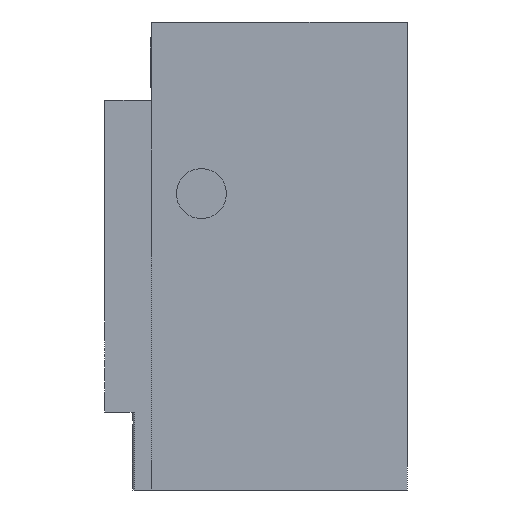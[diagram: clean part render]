
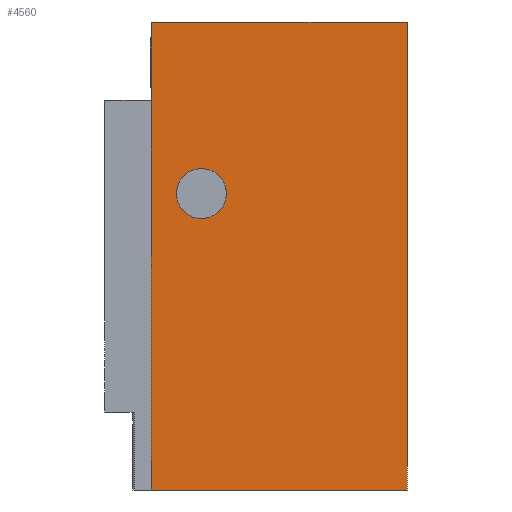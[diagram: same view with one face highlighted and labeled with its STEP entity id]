
A CAD part, left-side view. The second image highlights one B-rep face of the part: STEP entity #4560.
In plain terms, the highlighted planar face has unit normal (-1, 0, 0).
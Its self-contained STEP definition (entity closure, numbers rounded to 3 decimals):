
#754 = EDGE_CURVE ( 'NONE', #5181, #5016, #3925, .T. ) ;
#1443 = CARTESIAN_POINT ( 'NONE',  ( -56., 22., -37.5 ) ) ;
#1444 = DIRECTION ( 'NONE',  ( 0., -1., 0. ) ) ;
#1445 = CARTESIAN_POINT ( 'NONE',  ( -56., 22., 37.5 ) ) ;
#1446 = DIRECTION ( 'NONE',  ( 0., -1., 0. ) ) ;
#1447 = CARTESIAN_POINT ( 'NONE',  ( -56., 14., 10. ) ) ;
#1448 = DIRECTION ( 'NONE',  ( -1., 0., 0. ) ) ;
#1449 = DIRECTION ( 'NONE',  ( 0., 0., 1. ) ) ;
#1577 = CARTESIAN_POINT ( 'NONE',  ( -56., 22., -37.5 ) ) ;
#1578 = DIRECTION ( 'NONE',  ( 0., 0., 1. ) ) ;
#1600 = CARTESIAN_POINT ( 'NONE',  ( -56., -19., -37.5 ) ) ;
#1601 = DIRECTION ( 'NONE',  ( 0., 0., 1. ) ) ;
#1658 = LINE ( 'NONE', #1577, #1659 ) ;
#1659 = VECTOR ( 'NONE', #1578, 1000. ) ;
#1679 = LINE ( 'NONE', #1600, #1680 ) ;
#1680 = VECTOR ( 'NONE', #1601, 1000. ) ;
#2169 = FACE_BOUND ( 'NONE', #10529, .T. ) ;
#2170 = FACE_OUTER_BOUND ( 'NONE', #10530, .T. ) ;
#2302 = EDGE_CURVE ( 'NONE', #5059, #5027, #4422, .T. ) ;
#2303 = EDGE_CURVE ( 'NONE', #5157, #5151, #4424, .T. ) ;
#2304 = EDGE_CURVE ( 'NONE', #5016, #5181, #4427, .T. ) ;
#2362 = EDGE_CURVE ( 'NONE', #5059, #5157, #1658, .T. ) ;
#2373 = EDGE_CURVE ( 'NONE', #5027, #5151, #1679, .T. ) ;
#2678 = AXIS2_PLACEMENT_3D ( 'NONE', #5386, #5387, #5388 ) ;
#2740 = AXIS2_PLACEMENT_3D ( 'NONE', #1447, #1448, #1449 ) ;
#3014 = ORIENTED_EDGE ( 'NONE', *, *, #2304, .F. ) ;
#3015 = ORIENTED_EDGE ( 'NONE', *, *, #754, .F. ) ;
#3016 = ORIENTED_EDGE ( 'NONE', *, *, #2373, .T. ) ;
#3017 = ORIENTED_EDGE ( 'NONE', *, *, #2303, .F. ) ;
#3018 = ORIENTED_EDGE ( 'NONE', *, *, #2362, .F. ) ;
#3019 = ORIENTED_EDGE ( 'NONE', *, *, #2302, .T. ) ;
#3925 = CIRCLE ( 'NONE', #2678, 4. ) ;
#4422 = LINE ( 'NONE', #1443, #4423 ) ;
#4423 = VECTOR ( 'NONE', #1444, 1000. ) ;
#4424 = LINE ( 'NONE', #1445, #4425 ) ;
#4425 = VECTOR ( 'NONE', #1446, 1000. ) ;
#4427 = CIRCLE ( 'NONE', #2740, 4. ) ;
#4560 = ADVANCED_FACE ( 'NONE', ( #2169, #2170 ), #6089, .T. ) ;
#5016 = VERTEX_POINT ( 'NONE', #7577 ) ;
#5027 = VERTEX_POINT ( 'NONE', #7588 ) ;
#5059 = VERTEX_POINT ( 'NONE', #7620 ) ;
#5151 = VERTEX_POINT ( 'NONE', #7749 ) ;
#5157 = VERTEX_POINT ( 'NONE', #7759 ) ;
#5181 = VERTEX_POINT ( 'NONE', #7798 ) ;
#5386 = CARTESIAN_POINT ( 'NONE',  ( -56., 14., 10. ) ) ;
#5387 = DIRECTION ( 'NONE',  ( -1., 0., 0. ) ) ;
#5388 = DIRECTION ( 'NONE',  ( 0., 0., 1. ) ) ;
#6089 = PLANE ( 'NONE',  #9516 ) ;
#6090 = CARTESIAN_POINT ( 'NONE',  ( -56., 22., -37.5 ) ) ;
#6091 = DIRECTION ( 'NONE',  ( -1., 0., 0. ) ) ;
#6092 = DIRECTION ( 'NONE',  ( 0., 0., 1. ) ) ;
#7577 = CARTESIAN_POINT ( 'NONE',  ( -56., 14., 14. ) ) ;
#7588 = CARTESIAN_POINT ( 'NONE',  ( -56., -19., -37.5 ) ) ;
#7620 = CARTESIAN_POINT ( 'NONE',  ( -56., 22., -37.5 ) ) ;
#7749 = CARTESIAN_POINT ( 'NONE',  ( -56., -19., 37.5 ) ) ;
#7759 = CARTESIAN_POINT ( 'NONE',  ( -56., 22., 37.5 ) ) ;
#7798 = CARTESIAN_POINT ( 'NONE',  ( -56., 14., 6. ) ) ;
#9516 = AXIS2_PLACEMENT_3D ( 'NONE', #6090, #6091, #6092 ) ;
#10529 = EDGE_LOOP ( 'NONE', ( #3014, #3015 ) ) ;
#10530 = EDGE_LOOP ( 'NONE', ( #3016, #3017, #3018, #3019 ) ) ;
